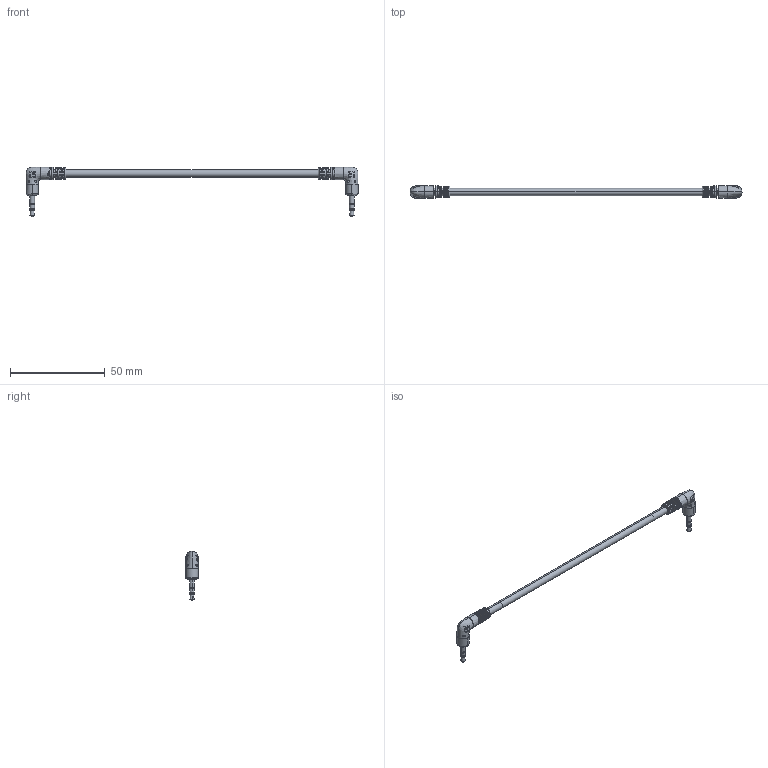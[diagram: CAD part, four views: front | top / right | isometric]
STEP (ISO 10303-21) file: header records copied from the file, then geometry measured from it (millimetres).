
FILE_DESCRIPTION (( 'STEP AP203' ), '1' );
FILE_NAME ('10-02130_revA2.STEP', '2017-05-22T15:17:39', ( '' ), ( '' ), 'SwSTEP 2.0', 'SolidWorks 2015', '' );
FILE_SCHEMA (( 'CONFIG_CONTROL_DESIGN' ));
Length unit declared in the file: millimetre
Products named in the file (4): 10-02130_revA2; 30-00177_blunt cut; 50-00400; 24-00085
Assembly tree (5 placements, depth 2):
  10-02130_revA2
    30-00177_blunt cut
    24-00085  x2
    50-00400  x2
Bounding box: 175 x 6.5 x 26 mm (x, y, z)
Volume: 3673.9 mm3; surface area: 15868 mm2
Topology: 70 solids, 70 shells, 1074 faces, 2514 edges, 1570 vertices
Faces by surface type: cylinder 396, bspline 312, plane 274, torus 52, cone 40
Entity records: 26929 total; most frequent: CARTESIAN_POINT 10969, ORIENTED_EDGE 3212, DIRECTION 3076, EDGE_CURVE 1606, AXIS2_PLACEMENT_3D 1346, VERTEX_POINT 1039, EDGE_LOOP 881, CIRCLE 766
